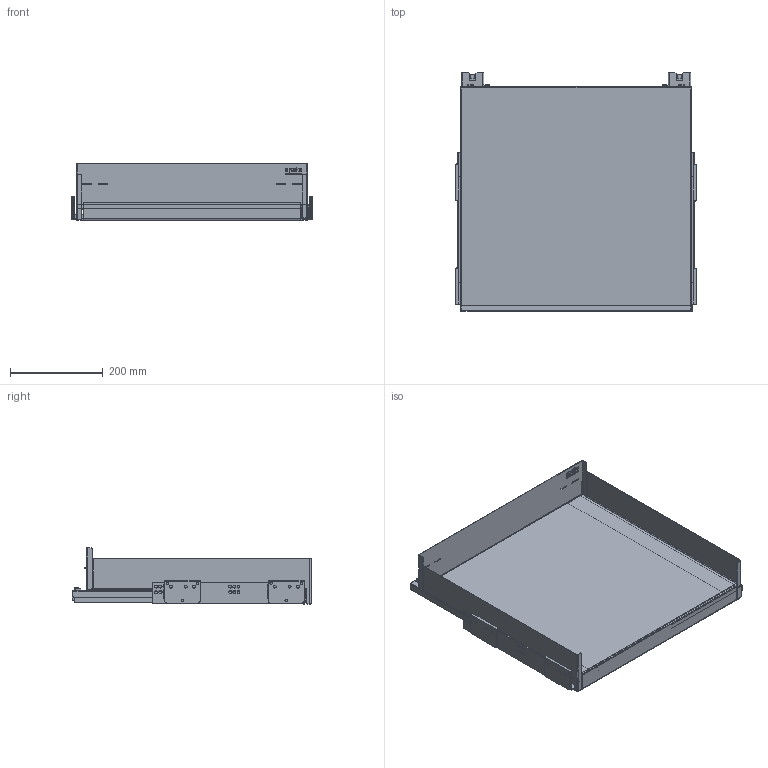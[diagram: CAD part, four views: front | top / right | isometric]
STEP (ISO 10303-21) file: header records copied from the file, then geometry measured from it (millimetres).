
FILE_DESCRIPTION(/* description */ (''),/* implementation_level */ '2;1');
FILE_NAME(/* name */ '3D_200-2740-XX.stp',/* time_stamp */ '2022-03-17T14:07:37+01:00',/* author */ ('as'),/* organization */ (''),/* preprocessor_version */ 'ST-DEVELOPER v18.1',/* originating_system */ 'Autodesk Inventor 2021',/* authorisation */ '');
FILE_SCHEMA (('CONFIG_CONTROL_DESIGN'));
Length unit declared in the file: millimetre
Products named in the file (9): Ex Liro Grass Dynapro 550 ohne DL Master 2; Tablar Ex Liro Dynapro 550 ohne DL; Ex Liro Abdeckprofil 550 ohne DL; Spacer Grass Dynapro; Spacer Grass Dynapro links; Türabweiser; Vollauszug Dynapro NL500 40kg; Vollauszug F130107820 L500 40kg L; Vollauszug F130107820 L500 40kg R
Assembly tree (10 placements, depth 3):
  Ex Liro Grass Dynapro 550 ohne DL Master 2
    Tablar Ex Liro Dynapro 550 ohne DL
    Ex Liro Abdeckprofil 550 ohne DL
    Spacer Grass Dynapro  x2
    Spacer Grass Dynapro links  x2
    Türabweiser
    Vollauszug Dynapro NL500 40kg
      Vollauszug F130107820 L500 40kg L
      Vollauszug F130107820 L500 40kg R
Bounding box: 518 x 517.6 x 121.25 mm (x, y, z)
Volume: 1676359.3 mm3; surface area: 1167985.4 mm2
Topology: 13 solids, 13 shells, 1472 faces, 3914 edges, 2568 vertices
Faces by surface type: plane 1057, cylinder 353, cone 32, bspline 24, sphere 4, torus 2
Full cylindrical faces by diameter (mm): 6.3 x68, 6.4 x4, 6.435 x4, 6.47 x8
Entity records: 38601 total; most frequent: CARTESIAN_POINT 8608, ORIENTED_EDGE 6160, DIRECTION 5948, EDGE_CURVE 3080, LINE 2460, VECTOR 2460, VERTEX_POINT 2012, AXIS2_PLACEMENT_3D 1744
